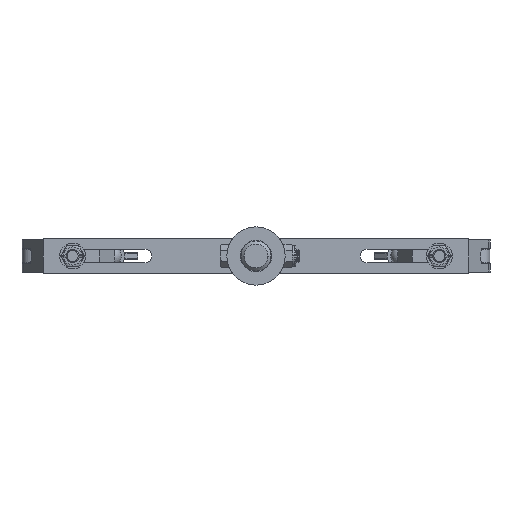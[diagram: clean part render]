
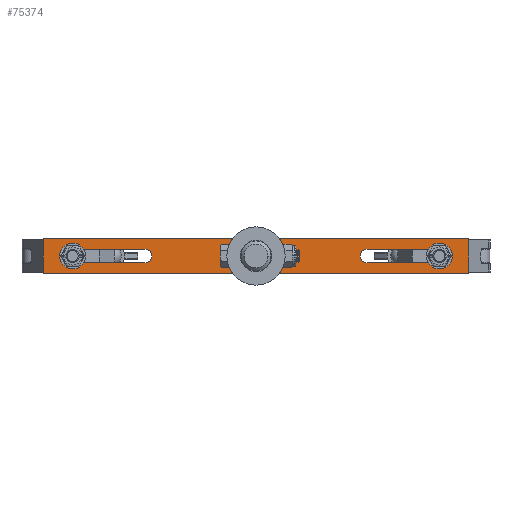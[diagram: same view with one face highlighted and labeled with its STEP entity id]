
A CAD part, front view. The second image highlights one B-rep face of the part: STEP entity #75374.
In plain terms, the highlighted planar face has unit normal (0, -1, 0).
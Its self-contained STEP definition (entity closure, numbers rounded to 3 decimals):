
#172 = LINE ( 'NONE', #99917, #18735 ) ;
#197 = VERTEX_POINT ( 'NONE', #116226 ) ;
#199 = CARTESIAN_POINT ( 'NONE',  ( 197.5, -15.875, 15.875 ) ) ;
#2841 = CARTESIAN_POINT ( 'NONE',  ( 0., -15.875, -6.25 ) ) ;
#3511 = DIRECTION ( 'NONE',  ( 0., 1., 0. ) ) ;
#4478 = PLANE ( 'NONE',  #90634 ) ;
#4750 = ORIENTED_EDGE ( 'NONE', *, *, #104757, .T. ) ;
#5568 = FACE_OUTER_BOUND ( 'NONE', #37059, .T. ) ;
#5804 = LINE ( 'NONE', #88815, #81326 ) ;
#7939 = CARTESIAN_POINT ( 'NONE',  ( 103., -15.875, -6.25 ) ) ;
#9141 = EDGE_CURVE ( 'NONE', #118382, #80455, #104654, .T. ) ;
#10424 = DIRECTION ( 'NONE',  ( -1., 0., 0. ) ) ;
#10491 = EDGE_CURVE ( 'NONE', #112408, #80455, #53531, .T. ) ;
#10554 = DIRECTION ( 'NONE',  ( 0., 0., -1. ) ) ;
#10767 = EDGE_LOOP ( 'NONE', ( #4750, #11211 ) ) ;
#11211 = ORIENTED_EDGE ( 'NONE', *, *, #86946, .T. ) ;
#11672 = ORIENTED_EDGE ( 'NONE', *, *, #37916, .T. ) ;
#11815 = DIRECTION ( 'NONE',  ( -1., 0., 0. ) ) ;
#12073 = CIRCLE ( 'NONE', #72719, 6.25 ) ;
#17846 = ORIENTED_EDGE ( 'NONE', *, *, #30140, .T. ) ;
#18735 = VECTOR ( 'NONE', #118443, 1000. ) ;
#19293 = DIRECTION ( 'NONE',  ( 0., 0., 1. ) ) ;
#19743 = DIRECTION ( 'NONE',  ( 0., 0., 1. ) ) ;
#20007 = CIRCLE ( 'NONE', #100247, 6.25 ) ;
#20290 = LINE ( 'NONE', #71310, #86506 ) ;
#21366 = VERTEX_POINT ( 'NONE', #104460 ) ;
#21369 = CARTESIAN_POINT ( 'NONE',  ( 197.5, -15.875, -15.875 ) ) ;
#24119 = FACE_BOUND ( 'NONE', #10767, .T. ) ;
#24288 = DIRECTION ( 'NONE',  ( 0., 1., 0. ) ) ;
#24559 = CARTESIAN_POINT ( 'NONE',  ( -103., -15.875, -6.25 ) ) ;
#26282 = ORIENTED_EDGE ( 'NONE', *, *, #84704, .F. ) ;
#26655 = VERTEX_POINT ( 'NONE', #60870 ) ;
#27335 = VECTOR ( 'NONE', #81300, 1000. ) ;
#27474 = CARTESIAN_POINT ( 'NONE',  ( -170., -15.875, 0. ) ) ;
#27830 = VECTOR ( 'NONE', #10554, 1000. ) ;
#30140 = EDGE_CURVE ( 'NONE', #26655, #45636, #101357, .T. ) ;
#32203 = VECTOR ( 'NONE', #107548, 1000. ) ;
#32447 = EDGE_CURVE ( 'NONE', #75101, #39336, #91685, .T. ) ;
#36669 = CARTESIAN_POINT ( 'NONE',  ( 0., -15.875, 6.25 ) ) ;
#37059 = EDGE_LOOP ( 'NONE', ( #79273, #47437, #26282, #101265 ) ) ;
#37565 = CARTESIAN_POINT ( 'NONE',  ( 197.5, -15.875, 15.875 ) ) ;
#37916 = EDGE_CURVE ( 'NONE', #21366, #26655, #105260, .T. ) ;
#39336 = VERTEX_POINT ( 'NONE', #89752 ) ;
#40309 = DIRECTION ( 'NONE',  ( 1., 0., 0. ) ) ;
#41524 = CARTESIAN_POINT ( 'NONE',  ( 197.5, -15.875, 15.875 ) ) ;
#42118 = EDGE_LOOP ( 'NONE', ( #101253, #85499, #11672, #17846 ) ) ;
#45636 = VERTEX_POINT ( 'NONE', #24559 ) ;
#46744 = CARTESIAN_POINT ( 'NONE',  ( -103., -15.875, 6.25 ) ) ;
#47437 = ORIENTED_EDGE ( 'NONE', *, *, #9141, .F. ) ;
#47725 = AXIS2_PLACEMENT_3D ( 'NONE', #88209, #59348, #19743 ) ;
#51092 = DIRECTION ( 'NONE',  ( 0., 0., 1. ) ) ;
#51169 = CIRCLE ( 'NONE', #98341, 6.25 ) ;
#53531 = LINE ( 'NONE', #81718, #27335 ) ;
#54020 = LINE ( 'NONE', #199, #27830 ) ;
#55446 = VECTOR ( 'NONE', #11815, 1000. ) ;
#55733 = DIRECTION ( 'NONE',  ( 0., 0., 1. ) ) ;
#56598 = DIRECTION ( 'NONE',  ( 0., 1., 0. ) ) ;
#59348 = DIRECTION ( 'NONE',  ( 0., 1., 0. ) ) ;
#60870 = CARTESIAN_POINT ( 'NONE',  ( -103., -15.875, 6.25 ) ) ;
#60986 = ORIENTED_EDGE ( 'NONE', *, *, #32447, .T. ) ;
#61781 = DIRECTION ( 'NONE',  ( 0., 0., 1. ) ) ;
#63087 = EDGE_CURVE ( 'NONE', #197, #21366, #51169, .T. ) ;
#63479 = EDGE_CURVE ( 'NONE', #96193, #75101, #20290, .T. ) ;
#66690 = DIRECTION ( 'NONE',  ( 0., 0., 1. ) ) ;
#68697 = FACE_BOUND ( 'NONE', #78743, .T. ) ;
#68931 = VERTEX_POINT ( 'NONE', #7939 ) ;
#71310 = CARTESIAN_POINT ( 'NONE',  ( 103., -15.875, 6.25 ) ) ;
#71812 = ORIENTED_EDGE ( 'NONE', *, *, #73482, .T. ) ;
#71857 = CIRCLE ( 'NONE', #98031, 6.25 ) ;
#72719 = AXIS2_PLACEMENT_3D ( 'NONE', #111678, #3511, #120701 ) ;
#73363 = CARTESIAN_POINT ( 'NONE',  ( 197.5, -15.875, 15.875 ) ) ;
#73482 = EDGE_CURVE ( 'NONE', #39336, #68931, #5804, .T. ) ;
#75101 = VERTEX_POINT ( 'NONE', #98011 ) ;
#75374 = ADVANCED_FACE ( 'NONE', ( #68697, #81091, #24119, #5568 ), #4478, .F. ) ;
#76118 = VERTEX_POINT ( 'NONE', #36669 ) ;
#78743 = EDGE_LOOP ( 'NONE', ( #60986, #71812, #105607, #84360 ) ) ;
#79273 = ORIENTED_EDGE ( 'NONE', *, *, #10491, .T. ) ;
#79562 = DIRECTION ( 'NONE',  ( 0., 1., 0. ) ) ;
#80455 = VERTEX_POINT ( 'NONE', #111005 ) ;
#81091 = FACE_BOUND ( 'NONE', #42118, .T. ) ;
#81300 = DIRECTION ( 'NONE',  ( 0., 0., -1. ) ) ;
#81326 = VECTOR ( 'NONE', #10424, 1000. ) ;
#81718 = CARTESIAN_POINT ( 'NONE',  ( -197.5, -15.875, 15.875 ) ) ;
#84250 = EDGE_CURVE ( 'NONE', #45636, #197, #172, .T. ) ;
#84360 = ORIENTED_EDGE ( 'NONE', *, *, #63479, .T. ) ;
#84704 = EDGE_CURVE ( 'NONE', #105669, #118382, #54020, .T. ) ;
#85499 = ORIENTED_EDGE ( 'NONE', *, *, #63087, .T. ) ;
#86506 = VECTOR ( 'NONE', #40309, 1000. ) ;
#86946 = EDGE_CURVE ( 'NONE', #97084, #76118, #20007, .T. ) ;
#88080 = DIRECTION ( 'NONE',  ( 1., 0., 0. ) ) ;
#88209 = CARTESIAN_POINT ( 'NONE',  ( 170., -15.875, 0. ) ) ;
#88815 = CARTESIAN_POINT ( 'NONE',  ( 103., -15.875, -6.25 ) ) ;
#89752 = CARTESIAN_POINT ( 'NONE',  ( 170., -15.875, -6.25 ) ) ;
#90634 = AXIS2_PLACEMENT_3D ( 'NONE', #73363, #24288, #61781 ) ;
#90763 = CARTESIAN_POINT ( 'NONE',  ( -197.5, -15.875, 15.875 ) ) ;
#91685 = CIRCLE ( 'NONE', #47725, 6.25 ) ;
#96127 = EDGE_CURVE ( 'NONE', #68931, #96193, #71857, .T. ) ;
#96193 = VERTEX_POINT ( 'NONE', #125940 ) ;
#97084 = VERTEX_POINT ( 'NONE', #2841 ) ;
#98011 = CARTESIAN_POINT ( 'NONE',  ( 170., -15.875, 6.25 ) ) ;
#98031 = AXIS2_PLACEMENT_3D ( 'NONE', #125525, #56598, #55733 ) ;
#98341 = AXIS2_PLACEMENT_3D ( 'NONE', #27474, #124425, #66690 ) ;
#99917 = CARTESIAN_POINT ( 'NONE',  ( -103., -15.875, -6.25 ) ) ;
#100247 = AXIS2_PLACEMENT_3D ( 'NONE', #100270, #79562, #51092 ) ;
#100270 = CARTESIAN_POINT ( 'NONE',  ( 0., -15.875, 0. ) ) ;
#101253 = ORIENTED_EDGE ( 'NONE', *, *, #84250, .T. ) ;
#101265 = ORIENTED_EDGE ( 'NONE', *, *, #112753, .T. ) ;
#101357 = CIRCLE ( 'NONE', #126727, 6.25 ) ;
#102204 = VECTOR ( 'NONE', #88080, 1000. ) ;
#104460 = CARTESIAN_POINT ( 'NONE',  ( -170., -15.875, 6.25 ) ) ;
#104654 = LINE ( 'NONE', #115735, #32203 ) ;
#104757 = EDGE_CURVE ( 'NONE', #76118, #97084, #12073, .T. ) ;
#105260 = LINE ( 'NONE', #46744, #102204 ) ;
#105607 = ORIENTED_EDGE ( 'NONE', *, *, #96127, .T. ) ;
#105669 = VERTEX_POINT ( 'NONE', #37565 ) ;
#107548 = DIRECTION ( 'NONE',  ( -1., 0., 0. ) ) ;
#107636 = DIRECTION ( 'NONE',  ( 0., 1., 0. ) ) ;
#107933 = LINE ( 'NONE', #41524, #55446 ) ;
#111005 = CARTESIAN_POINT ( 'NONE',  ( -197.5, -15.875, -15.875 ) ) ;
#111678 = CARTESIAN_POINT ( 'NONE',  ( 0., -15.875, 0. ) ) ;
#112408 = VERTEX_POINT ( 'NONE', #90763 ) ;
#112753 = EDGE_CURVE ( 'NONE', #105669, #112408, #107933, .T. ) ;
#115735 = CARTESIAN_POINT ( 'NONE',  ( 197.5, -15.875, -15.875 ) ) ;
#116226 = CARTESIAN_POINT ( 'NONE',  ( -170., -15.875, -6.25 ) ) ;
#118382 = VERTEX_POINT ( 'NONE', #21369 ) ;
#118443 = DIRECTION ( 'NONE',  ( -1., 0., 0. ) ) ;
#120701 = DIRECTION ( 'NONE',  ( 0., 0., 1. ) ) ;
#124425 = DIRECTION ( 'NONE',  ( 0., 1., 0. ) ) ;
#125525 = CARTESIAN_POINT ( 'NONE',  ( 103., -15.875, 0. ) ) ;
#125940 = CARTESIAN_POINT ( 'NONE',  ( 103., -15.875, 6.25 ) ) ;
#126727 = AXIS2_PLACEMENT_3D ( 'NONE', #127797, #107636, #19293 ) ;
#127797 = CARTESIAN_POINT ( 'NONE',  ( -103., -15.875, 0. ) ) ;
